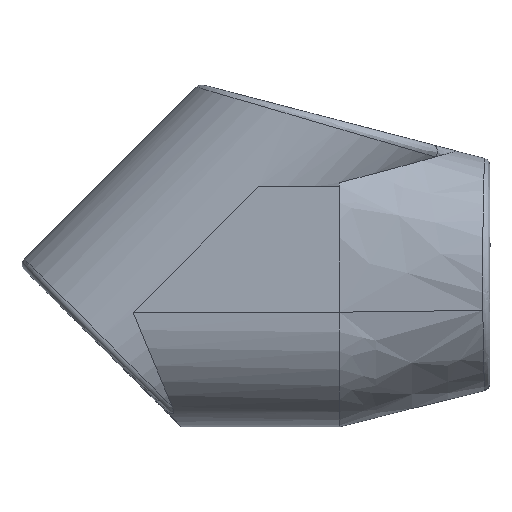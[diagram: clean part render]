
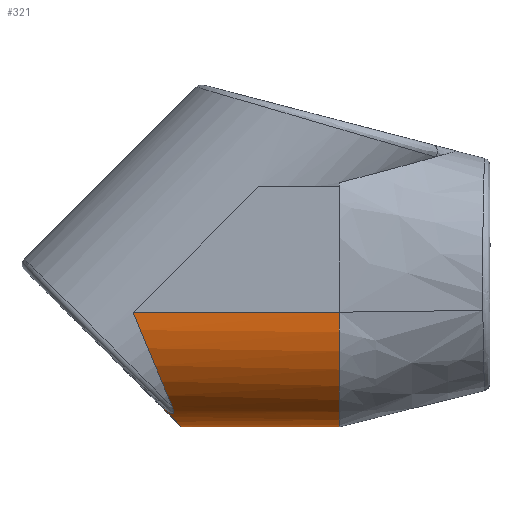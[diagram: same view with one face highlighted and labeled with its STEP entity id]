
A CAD part, left-side view. The second image highlights one B-rep face of the part: STEP entity #321.
In plain terms, the highlighted cylindrical face has radius 30.5 mm (diameter 61 mm), a partial arc.
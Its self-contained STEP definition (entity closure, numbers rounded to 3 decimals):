
#45 = CARTESIAN_POINT ( 'NONE',  ( -1.846, 82.219, -40.5 ) ) ;
#175 = CARTESIAN_POINT ( 'NONE',  ( -14.279, 84.754, -36.951 ) ) ;
#204 = CARTESIAN_POINT ( 'NONE',  ( -14.723, 84.1, -36.711 ) ) ;
#208 = CARTESIAN_POINT ( 'NONE',  ( 0., 125.353, -10. ) ) ;
#250 = CARTESIAN_POINT ( 'NONE',  ( -16.732, 86.83, -35.504 ) ) ;
#255 = CARTESIAN_POINT ( 'NONE',  ( -10.597, 83.361, -39.066 ) ) ;
#321 = ADVANCED_FACE ( 'NONE', ( #1024 ), #4325, .T. ) ;
#465 = CARTESIAN_POINT ( 'NONE',  ( -30.5, 40., -10. ) ) ;
#680 = DIRECTION ( 'NONE',  ( 0., -1., 0. ) ) ;
#704 = CARTESIAN_POINT ( 'NONE',  ( -3.684, 82.289, -40.333 ) ) ;
#861 = LINE ( 'NONE', #3122, #5381 ) ;
#992 = VERTEX_POINT ( 'NONE', #465 ) ;
#1023 =( BOUNDED_CURVE ( )  B_SPLINE_CURVE ( 3, ( #6636, #704, #45, #1270 ),
 .UNSPECIFIED., .F., .F. ) 
 B_SPLINE_CURVE_WITH_KNOTS ( ( 4, 4 ),
 ( 6.102, 6.283 ),
 .UNSPECIFIED. ) 
 CURVE ( )  GEOMETRIC_REPRESENTATION_ITEM ( )  RATIONAL_B_SPLINE_CURVE ( ( 1., 0.997, 0.997, 1. ) ) 
 REPRESENTATION_ITEM ( '' )  );
#1024 = FACE_OUTER_BOUND ( 'NONE', #7315, .T. ) ;
#1048 = AXIS2_PLACEMENT_3D ( 'NONE', #1730, #4149, #1130 ) ;
#1130 = DIRECTION ( 'NONE',  ( 0., 0., 1. ) ) ;
#1270 = CARTESIAN_POINT ( 'NONE',  ( 0., 82.219, -40.5 ) ) ;
#1350 = CARTESIAN_POINT ( 'NONE',  ( -15.649, 84.105, -36.18 ) ) ;
#1374 = CARTESIAN_POINT ( 'NONE',  ( -15.034, 84.071, -36.538 ) ) ;
#1456 = CARTESIAN_POINT ( 'NONE',  ( -14.321, 84.232, -36.929 ) ) ;
#1492 = ORIENTED_EDGE ( 'NONE', *, *, #2391, .F. ) ;
#1730 = CARTESIAN_POINT ( 'NONE',  ( 0., 40., -10. ) ) ;
#1918 = CARTESIAN_POINT ( 'NONE',  ( -25.705, 86.83, -29.368 ) ) ;
#1967 = CARTESIAN_POINT ( 'NONE',  ( -17.223, 84.426, -35.172 ) ) ;
#1986 = DIRECTION ( 'NONE',  ( 0., -1., 0. ) ) ;
#2020 = CARTESIAN_POINT ( 'NONE',  ( -5.5, 82.426, -40. ) ) ;
#2391 = EDGE_CURVE ( 'NONE', #4983, #7703, #4992, .T. ) ;
#2412 = CARTESIAN_POINT ( 'NONE',  ( -17.223, 84.426, -35.172 ) ) ;
#2578 = CARTESIAN_POINT ( 'NONE',  ( -15.852, 84.13, -36.058 ) ) ;
#2600 = CARTESIAN_POINT ( 'NONE',  ( -14.619, 84.116, -36.769 ) ) ;
#2637 = VERTEX_POINT ( 'NONE', #5126 ) ;
#2767 =( BOUNDED_CURVE ( )  B_SPLINE_CURVE ( 3, ( #4839, #6666, #1918, #2412 ),
 .UNSPECIFIED., .F., .F. ) 
 B_SPLINE_CURVE_WITH_KNOTS ( ( 4, 4 ),
 ( 4.712, 5.683 ),
 .UNSPECIFIED. ) 
 CURVE ( )  GEOMETRIC_REPRESENTATION_ITEM ( )  RATIONAL_B_SPLINE_CURVE ( ( 1., 0.923, 0.923, 1. ) ) 
 REPRESENTATION_ITEM ( '' )  );
#3072 = B_SPLINE_CURVE_WITH_KNOTS ( 'NONE', 3,
 ( #3812, #4458, #6160, #2578, #1350, #5067, #1374, #204, #2600, #7368, #5605, #1456, #6774, #3177, #3203, #3231, #6184, #175, #6820, #6265, #6870, #7419, #4439, #4382, #6214, #250, #4409, #7470, #5040, #5020 ),
 .UNSPECIFIED., .F., .F.,
 ( 4, 2, 2, 2, 2, 2, 2, 2, 2, 2, 2, 2, 2, 2, 4 ),
 ( 0., 0.001, 0.002, 0.003, 0.003, 0.003, 0.004, 0.004, 0.004, 0.004, 0.005, 0.006, 0.007, 0.009, 0.011 ),
 .UNSPECIFIED. ) ;
#3122 = CARTESIAN_POINT ( 'NONE',  ( -30.5, 125.353, -10. ) ) ;
#3177 = CARTESIAN_POINT ( 'NONE',  ( -14.207, 84.357, -36.989 ) ) ;
#3203 = CARTESIAN_POINT ( 'NONE',  ( -14.188, 84.416, -36.999 ) ) ;
#3208 = CARTESIAN_POINT ( 'NONE',  ( -5.5, 82.426, -40. ) ) ;
#3231 = CARTESIAN_POINT ( 'NONE',  ( -14.191, 84.536, -36.998 ) ) ;
#3281 = EDGE_CURVE ( 'NONE', #5066, #7703, #3072, .T. ) ;
#3456 = EDGE_CURVE ( 'NONE', #6850, #992, #861, .T. ) ;
#3812 = CARTESIAN_POINT ( 'NONE',  ( -17.223, 84.426, -35.172 ) ) ;
#3868 = DIRECTION ( 'NONE',  ( 0., 0., -1. ) ) ;
#3879 = EDGE_CURVE ( 'NONE', #5266, #992, #6694, .T. ) ;
#4149 = DIRECTION ( 'NONE',  ( 0., 1., 0. ) ) ;
#4255 = LINE ( 'NONE', #7208, #6312 ) ;
#4260 = AXIS2_PLACEMENT_3D ( 'NONE', #208, #6802, #3868 ) ;
#4325 = CYLINDRICAL_SURFACE ( 'NONE', #4260, 30.5 ) ;
#4327 = ORIENTED_EDGE ( 'NONE', *, *, #3281, .T. ) ;
#4382 = CARTESIAN_POINT ( 'NONE',  ( -15.72, 86.076, -36.14 ) ) ;
#4409 = CARTESIAN_POINT ( 'NONE',  ( -17.066, 87.078, -35.282 ) ) ;
#4439 = CARTESIAN_POINT ( 'NONE',  ( -15.216, 85.677, -36.434 ) ) ;
#4458 = CARTESIAN_POINT ( 'NONE',  ( -16.841, 84.318, -35.433 ) ) ;
#4464 = CARTESIAN_POINT ( 'NONE',  ( -19.311, 88.818, -33.608 ) ) ;
#4503 = ORIENTED_EDGE ( 'NONE', *, *, #4668, .T. ) ;
#4653 = EDGE_CURVE ( 'NONE', #6850, #5066, #2767, .T. ) ;
#4668 = EDGE_CURVE ( 'NONE', #4983, #2637, #1023, .T. ) ;
#4813 = EDGE_CURVE ( 'NONE', #2637, #5266, #4255, .T. ) ;
#4839 = CARTESIAN_POINT ( 'NONE',  ( -30.5, 94.853, -10. ) ) ;
#4983 = VERTEX_POINT ( 'NONE', #2020 ) ;
#4992 =( BOUNDED_CURVE ( )  B_SPLINE_CURVE ( 3, ( #3208, #255, #6270, #4464 ),
 .UNSPECIFIED., .F., .T. ) 
 B_SPLINE_CURVE_WITH_KNOTS ( ( 4, 4 ),
 ( 0.181, 0.686 ),
 .UNSPECIFIED. ) 
 CURVE ( )  GEOMETRIC_REPRESENTATION_ITEM ( )  RATIONAL_B_SPLINE_CURVE ( ( 1., 0.979, 0.979, 1. ) ) 
 REPRESENTATION_ITEM ( '' )  );
#5020 = CARTESIAN_POINT ( 'NONE',  ( -19.311, 88.818, -33.608 ) ) ;
#5040 = CARTESIAN_POINT ( 'NONE',  ( -18.694, 88.314, -34.113 ) ) ;
#5066 = VERTEX_POINT ( 'NONE', #1967 ) ;
#5067 = CARTESIAN_POINT ( 'NONE',  ( -15.24, 84.076, -36.421 ) ) ;
#5126 = CARTESIAN_POINT ( 'NONE',  ( 0., 82.219, -40.5 ) ) ;
#5143 = ORIENTED_EDGE ( 'NONE', *, *, #3879, .T. ) ;
#5151 = ORIENTED_EDGE ( 'NONE', *, *, #4813, .T. ) ;
#5266 = VERTEX_POINT ( 'NONE', #6339 ) ;
#5381 = VECTOR ( 'NONE', #1986, 1000. ) ;
#5605 = CARTESIAN_POINT ( 'NONE',  ( -14.416, 84.18, -36.878 ) ) ;
#6045 = ORIENTED_EDGE ( 'NONE', *, *, #3456, .F. ) ;
#6160 = CARTESIAN_POINT ( 'NONE',  ( -16.451, 84.227, -35.687 ) ) ;
#6184 = CARTESIAN_POINT ( 'NONE',  ( -14.209, 84.594, -36.988 ) ) ;
#6214 = CARTESIAN_POINT ( 'NONE',  ( -16.059, 86.329, -35.933 ) ) ;
#6265 = CARTESIAN_POINT ( 'NONE',  ( -14.561, 85.103, -36.8 ) ) ;
#6270 = CARTESIAN_POINT ( 'NONE',  ( -15.3, 85.537, -36.889 ) ) ;
#6312 = VECTOR ( 'NONE', #680, 1000. ) ;
#6337 = CARTESIAN_POINT ( 'NONE',  ( -19.311, 88.818, -33.608 ) ) ;
#6339 = CARTESIAN_POINT ( 'NONE',  ( 0., 40., -40.5 ) ) ;
#6636 = CARTESIAN_POINT ( 'NONE',  ( -5.5, 82.426, -40. ) ) ;
#6666 = CARTESIAN_POINT ( 'NONE',  ( -30.5, 90.596, -20.277 ) ) ;
#6694 = CIRCLE ( 'NONE', #1048, 30.5 ) ;
#6774 = CARTESIAN_POINT ( 'NONE',  ( -14.276, 84.265, -36.953 ) ) ;
#6802 = DIRECTION ( 'NONE',  ( 0., -1., 0. ) ) ;
#6820 = CARTESIAN_POINT ( 'NONE',  ( -14.347, 84.846, -36.915 ) ) ;
#6850 = VERTEX_POINT ( 'NONE', #7493 ) ;
#6870 = CARTESIAN_POINT ( 'NONE',  ( -14.723, 85.254, -36.712 ) ) ;
#7208 = CARTESIAN_POINT ( 'NONE',  ( 0., 125.353, -40.5 ) ) ;
#7315 = EDGE_LOOP ( 'NONE', ( #4503, #5151, #5143, #6045, #7609, #4327, #1492 ) ) ;
#7368 = CARTESIAN_POINT ( 'NONE',  ( -14.467, 84.161, -36.851 ) ) ;
#7419 = CARTESIAN_POINT ( 'NONE',  ( -15.05, 85.541, -36.529 ) ) ;
#7470 = CARTESIAN_POINT ( 'NONE',  ( -18.054, 87.82, -34.596 ) ) ;
#7493 = CARTESIAN_POINT ( 'NONE',  ( -30.5, 94.853, -10. ) ) ;
#7609 = ORIENTED_EDGE ( 'NONE', *, *, #4653, .T. ) ;
#7703 = VERTEX_POINT ( 'NONE', #6337 ) ;
